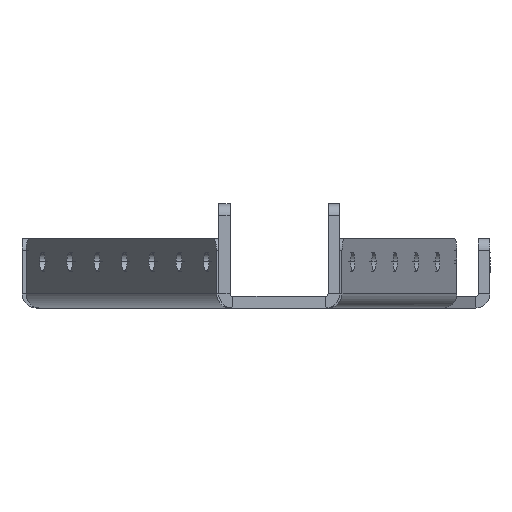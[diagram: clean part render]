
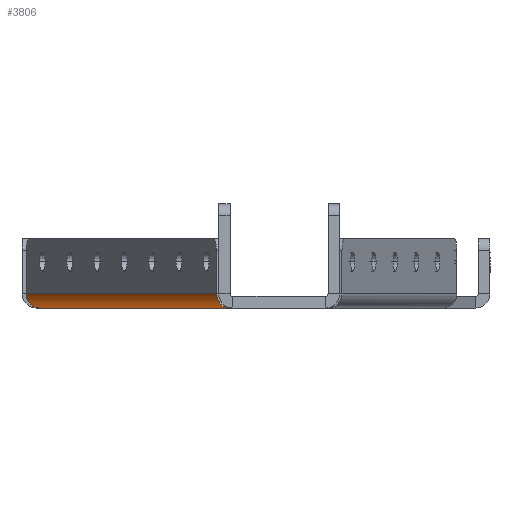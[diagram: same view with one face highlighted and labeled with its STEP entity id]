
A CAD part, left-side view. The second image highlights one B-rep face of the part: STEP entity #3806.
In plain terms, the highlighted cylindrical face has radius 3.912 mm (diameter 7.823 mm), a partial arc.
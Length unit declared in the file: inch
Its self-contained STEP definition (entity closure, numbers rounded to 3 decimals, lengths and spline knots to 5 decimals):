
#121 = CYLINDRICAL_SURFACE ( 'NONE', #524, 0.154 ) ;
#129 = FACE_OUTER_BOUND ( 'NONE', #4777, .T. ) ;
#524 = AXIS2_PLACEMENT_3D ( 'NONE', #11420, #11428, #11425 ) ;
#1808 = CARTESIAN_POINT ( 'NONE',  ( -2.35183, 0.80543, -0.125 ) ) ;
#1809 = DIRECTION ( 'NONE',  ( 0.955, 0.295, 0. ) ) ;
#2733 = ORIENTED_EDGE ( 'NONE', *, *, #9801, .F. ) ;
#2734 = ORIENTED_EDGE ( 'NONE', *, *, #9805, .T. ) ;
#2735 = ORIENTED_EDGE ( 'NONE', *, *, #9796, .F. ) ;
#2736 = ORIENTED_EDGE ( 'NONE', *, *, #10139, .F. ) ;
#2820 = DIRECTION ( 'NONE',  ( 0.955, 0.295, 0. ) ) ;
#2821 = CARTESIAN_POINT ( 'NONE',  ( 4.26327, 3.01129, 0.029 ) ) ;
#2829 = DIRECTION ( 'NONE',  ( 0.295, -0.955, 0. ) ) ;
#2830 = DIRECTION ( 'NONE',  ( 0.955, 0.295, 0. ) ) ;
#2832 = CARTESIAN_POINT ( 'NONE',  ( 4.30874, 2.86416, 0.029 ) ) ;
#2842 = DIRECTION ( 'NONE',  ( 0.295, -0.955, 0. ) ) ;
#2843 = DIRECTION ( 'NONE',  ( -0.955, -0.295, 0. ) ) ;
#2844 = CARTESIAN_POINT ( 'NONE',  ( -2.35183, 0.80543, 0.029 ) ) ;
#3806 = ADVANCED_FACE ( 'NONE', ( #129 ), #121, .T. ) ;
#4040 = VERTEX_POINT ( 'NONE', #10902 ) ;
#4074 = VERTEX_POINT ( 'NONE', #10866 ) ;
#4474 = VERTEX_POINT ( 'NONE', #10405 ) ;
#4568 = VERTEX_POINT ( 'NONE', #10632 ) ;
#4777 = EDGE_LOOP ( 'NONE', ( #2736, #2735, #2734, #2733 ) ) ;
#6941 = CIRCLE ( 'NONE', #8884, 0.154 ) ;
#6950 = CIRCLE ( 'NONE', #8889, 0.154 ) ;
#6954 = LINE ( 'NONE', #2821, #6955 ) ;
#6955 = VECTOR ( 'NONE', #2820, 39.37008 ) ;
#7998 = LINE ( 'NONE', #1808, #8003 ) ;
#8003 = VECTOR ( 'NONE', #1809, 39.37008 ) ;
#8884 = AXIS2_PLACEMENT_3D ( 'NONE', #2844, #2843, #2842 ) ;
#8889 = AXIS2_PLACEMENT_3D ( 'NONE', #2832, #2830, #2829 ) ;
#9796 = EDGE_CURVE ( 'NONE', #4074, #4474, #6941, .T. ) ;
#9801 = EDGE_CURVE ( 'NONE', #4568, #4040, #6950, .T. ) ;
#9805 = EDGE_CURVE ( 'NONE', #4074, #4040, #6954, .T. ) ;
#10139 = EDGE_CURVE ( 'NONE', #4474, #4568, #7998, .T. ) ;
#10405 = CARTESIAN_POINT ( 'NONE',  ( -2.35183, 0.80543, -0.125 ) ) ;
#10632 = CARTESIAN_POINT ( 'NONE',  ( 4.30874, 2.86416, -0.125 ) ) ;
#10866 = CARTESIAN_POINT ( 'NONE',  ( -2.39731, 0.95257, 0.029 ) ) ;
#10902 = CARTESIAN_POINT ( 'NONE',  ( 4.26327, 3.01129, 0.029 ) ) ;
#11420 = CARTESIAN_POINT ( 'NONE',  ( -2.35183, 0.80543, 0.029 ) ) ;
#11425 = DIRECTION ( 'NONE',  ( -0.295, 0.955, 0. ) ) ;
#11428 = DIRECTION ( 'NONE',  ( -0.955, -0.295, 0. ) ) ;
